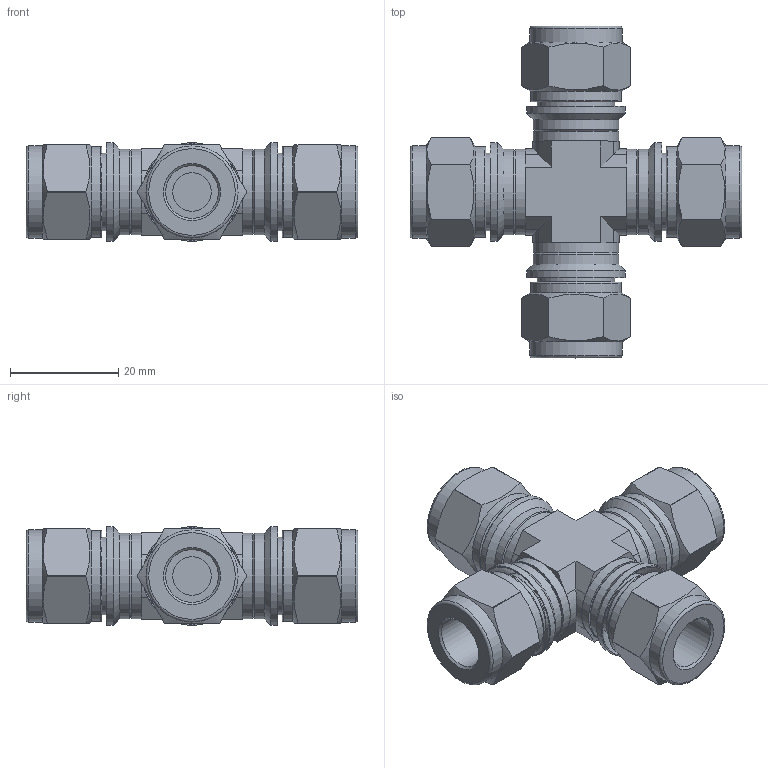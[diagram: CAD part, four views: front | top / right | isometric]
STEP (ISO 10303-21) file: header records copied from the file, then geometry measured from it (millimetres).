
FILE_DESCRIPTION(/* description */ (''),/* implementation_level */ '2;1');
FILE_NAME(/* name */ 'SUCI-6.stp',/* time_stamp */ '2022-07-08T15:44:36+09:00',/* author */ ('user'),/* organization */ (''),/* preprocessor_version */ 'ST-DEVELOPER v18.1',/* originating_system */ 'Autodesk Inventor 2022',/* authorisation */ '');
FILE_SCHEMA (('AUTOMOTIVE_DESIGN { 1 0 10303 214 3 1 1 }'));
Length unit declared in the file: millimetre
Products named in the file (1): SUC-6
Bounding box: 61.23 x 61.23 x 18.25 mm (x, y, z)
Volume: 19002 mm3; surface area: 11438.3 mm2
Topology: 1 solids, 1 shells, 186 faces, 420 edges, 264 vertices
Faces by surface type: plane 74, cylinder 72, cone 32, torus 8
Full cylindrical faces by diameter (mm): 7.112 x4, 9.73 x4, 12.5 x4, 13.05 x4, 14.28 x4, 15.8 x8, 16.8 x4, 17 x4, 18.25 x4
Entity records: 5201 total; most frequent: CARTESIAN_POINT 967, DIRECTION 934, ORIENTED_EDGE 840, EDGE_CURVE 420, AXIS2_PLACEMENT_3D 375, VERTEX_POINT 264, EDGE_LOOP 214, FACE_OUTER_BOUND 186
